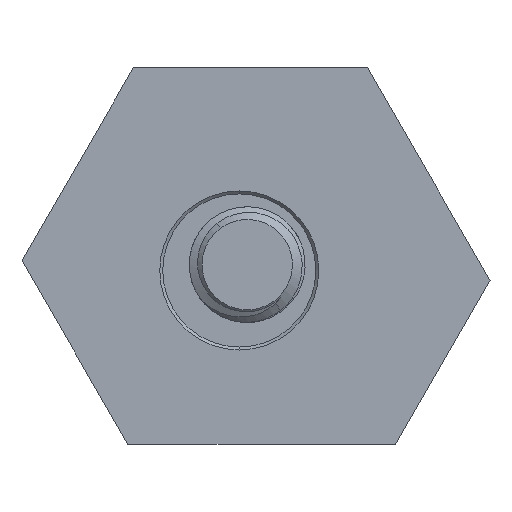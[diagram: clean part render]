
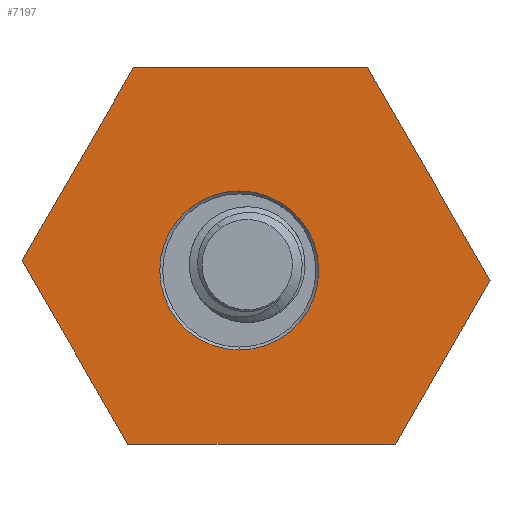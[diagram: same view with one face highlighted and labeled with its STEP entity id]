
A CAD part, front view. The second image highlights one B-rep face of the part: STEP entity #7197.
In plain terms, the highlighted planar face has unit normal (0, -1, 0).
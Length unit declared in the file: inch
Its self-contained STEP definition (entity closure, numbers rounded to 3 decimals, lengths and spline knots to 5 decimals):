
#141 = ORIENTED_EDGE ( 'NONE', *, *, #4485, .F. ) ;
#323 = EDGE_CURVE ( 'NONE', #1481, #6260, #2157, .T. ) ;
#502 = DIRECTION ( 'NONE',  ( 0., -1., 0. ) ) ;
#602 = CARTESIAN_POINT ( 'NONE',  ( 0., 0., 0. ) ) ;
#706 = CIRCLE ( 'NONE', #6651, 0.3245 ) ;
#864 = DIRECTION ( 'NONE',  ( -0.5, 0., 0.866 ) ) ;
#1029 = CARTESIAN_POINT ( 'NONE',  ( 0., 0., 0. ) ) ;
#1374 = LINE ( 'NONE', #6412, #9542 ) ;
#1418 = EDGE_CURVE ( 'NONE', #9096, #4535, #9846, .T. ) ;
#1481 = VERTEX_POINT ( 'NONE', #8028 ) ;
#1688 = ORIENTED_EDGE ( 'NONE', *, *, #7396, .T. ) ;
#1795 = DIRECTION ( 'NONE',  ( 0.5, 0., -0.866 ) ) ;
#1879 = CARTESIAN_POINT ( 'NONE',  ( 0.63645, 0., -0.70866 ) ) ;
#2057 = FACE_BOUND ( 'NONE', #7061, .T. ) ;
#2157 = LINE ( 'NONE', #2364, #5837 ) ;
#2297 = CIRCLE ( 'NONE', #7202, 0.3245 ) ;
#2364 = CARTESIAN_POINT ( 'NONE',  ( -0.43188, 0., 0.82677 ) ) ;
#2544 = ORIENTED_EDGE ( 'NONE', *, *, #8246, .F. ) ;
#2621 = CARTESIAN_POINT ( 'NONE',  ( 0., 0., -0.3245 ) ) ;
#2739 = EDGE_CURVE ( 'NONE', #9856, #6794, #2297, .T. ) ;
#2748 = CARTESIAN_POINT ( 'NONE',  ( -0.45461, 0., -0.70866 ) ) ;
#2808 = VECTOR ( 'NONE', #9004, 39.37008 ) ;
#3347 = LINE ( 'NONE', #8108, #10403 ) ;
#3547 = DIRECTION ( 'NONE',  ( 0., 1., 0. ) ) ;
#3786 = VECTOR ( 'NONE', #4291, 39.37008 ) ;
#4280 = DIRECTION ( 'NONE',  ( 0., 0., -1. ) ) ;
#4291 = DIRECTION ( 'NONE',  ( -1., 0., 0. ) ) ;
#4390 = CARTESIAN_POINT ( 'NONE',  ( 1.02286, 0., -0.03937 ) ) ;
#4485 = EDGE_CURVE ( 'NONE', #4723, #1481, #9962, .T. ) ;
#4535 = VERTEX_POINT ( 'NONE', #1879 ) ;
#4566 = DIRECTION ( 'NONE',  ( 0., 0., -1. ) ) ;
#4723 = VERTEX_POINT ( 'NONE', #7395 ) ;
#5362 = FACE_OUTER_BOUND ( 'NONE', #5729, .T. ) ;
#5536 = VECTOR ( 'NONE', #864, 39.37008 ) ;
#5729 = EDGE_LOOP ( 'NONE', ( #141, #8213, #10261, #7319, #2544, #9823 ) ) ;
#5837 = VECTOR ( 'NONE', #6399, 39.37008 ) ;
#5893 = CARTESIAN_POINT ( 'NONE',  ( 0., 0., 0.3245 ) ) ;
#6254 = VERTEX_POINT ( 'NONE', #8444 ) ;
#6260 = VERTEX_POINT ( 'NONE', #6737 ) ;
#6399 = DIRECTION ( 'NONE',  ( 0.5, 0., 0.866 ) ) ;
#6412 = CARTESIAN_POINT ( 'NONE',  ( 0.5228, 0., 0.82677 ) ) ;
#6483 = EDGE_CURVE ( 'NONE', #4535, #4723, #8266, .T. ) ;
#6651 = AXIS2_PLACEMENT_3D ( 'NONE', #1029, #3547, #4280 ) ;
#6737 = CARTESIAN_POINT ( 'NONE',  ( -0.43188, 0., 0.82677 ) ) ;
#6794 = VERTEX_POINT ( 'NONE', #2621 ) ;
#7061 = EDGE_LOOP ( 'NONE', ( #1688, #9870 ) ) ;
#7197 = ADVANCED_FACE ( 'NONE', ( #2057, #5362 ), #8694, .T. ) ;
#7202 = AXIS2_PLACEMENT_3D ( 'NONE', #10189, #10334, #8645 ) ;
#7319 = ORIENTED_EDGE ( 'NONE', *, *, #8428, .F. ) ;
#7395 = CARTESIAN_POINT ( 'NONE',  ( -0.45461, 0., -0.70866 ) ) ;
#7396 = EDGE_CURVE ( 'NONE', #6794, #9856, #706, .T. ) ;
#7511 = CARTESIAN_POINT ( 'NONE',  ( 0.63645, 0., -0.70866 ) ) ;
#8028 = CARTESIAN_POINT ( 'NONE',  ( -0.88648, 0., 0.03937 ) ) ;
#8108 = CARTESIAN_POINT ( 'NONE',  ( 1.02286, 0., -0.03937 ) ) ;
#8141 = CARTESIAN_POINT ( 'NONE',  ( -0.88648, 0., 0.03937 ) ) ;
#8213 = ORIENTED_EDGE ( 'NONE', *, *, #6483, .F. ) ;
#8246 = EDGE_CURVE ( 'NONE', #6260, #6254, #1374, .T. ) ;
#8266 = LINE ( 'NONE', #2748, #3786 ) ;
#8428 = EDGE_CURVE ( 'NONE', #6254, #9096, #3347, .T. ) ;
#8444 = CARTESIAN_POINT ( 'NONE',  ( 0.5228, 0., 0.82677 ) ) ;
#8645 = DIRECTION ( 'NONE',  ( 0., 0., -1. ) ) ;
#8694 = PLANE ( 'NONE',  #9535 ) ;
#9004 = DIRECTION ( 'NONE',  ( -0.5, 0., -0.866 ) ) ;
#9096 = VERTEX_POINT ( 'NONE', #4390 ) ;
#9535 = AXIS2_PLACEMENT_3D ( 'NONE', #602, #502, #4566 ) ;
#9542 = VECTOR ( 'NONE', #10303, 39.37008 ) ;
#9823 = ORIENTED_EDGE ( 'NONE', *, *, #323, .F. ) ;
#9846 = LINE ( 'NONE', #7511, #2808 ) ;
#9856 = VERTEX_POINT ( 'NONE', #5893 ) ;
#9870 = ORIENTED_EDGE ( 'NONE', *, *, #2739, .T. ) ;
#9962 = LINE ( 'NONE', #8141, #5536 ) ;
#10189 = CARTESIAN_POINT ( 'NONE',  ( 0., 0., 0. ) ) ;
#10261 = ORIENTED_EDGE ( 'NONE', *, *, #1418, .F. ) ;
#10303 = DIRECTION ( 'NONE',  ( 1., 0., 0. ) ) ;
#10334 = DIRECTION ( 'NONE',  ( 0., 1., 0. ) ) ;
#10403 = VECTOR ( 'NONE', #1795, 39.37008 ) ;
